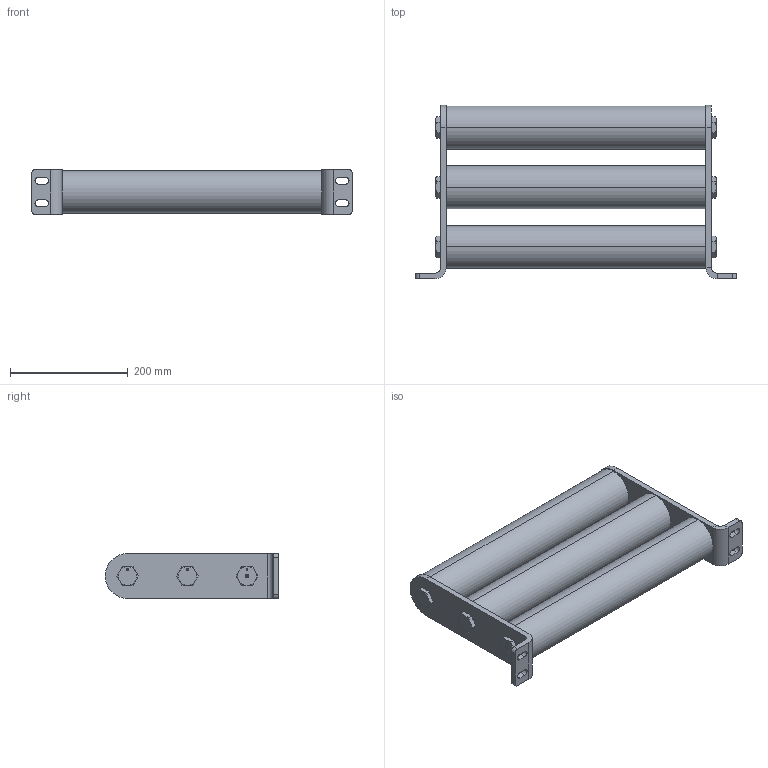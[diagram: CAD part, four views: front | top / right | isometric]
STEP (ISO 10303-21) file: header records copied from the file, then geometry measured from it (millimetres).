
FILE_DESCRIPTION (( 'STEP AP214' ), '1' );
FILE_NAME ('701642.STEP', '2024-05-22T19:22:19', ( '' ), ( '' ), 'SwSTEP 2.0', 'SolidWorks 2021', '' );
FILE_SCHEMA (( 'AUTOMOTIVE_DESIGN' ));
Length unit declared in the file: inch
Products named in the file (15): 35980_35980; 210008_-001; 35898_35898; 340012_-001 SET; 360172; 130009_-008; 701642; 180030; 150E RTV SEALER^340012; 9399_9399; 11378_CRIMPED
Assembly tree (16 placements, depth 3):
  701642
    360172  x3
      130009_-008
    180030
    180030
    340012_-001 SET
      11378_CRIMPED
      210008_-001
      150E RTV SEALER^340012
    35898_35898
    35980_35980
    35980_35980
    9399_9399
    35980_35980
    35980_35980
Bounding box: 546.1 x 295.27 x 76.2 mm (x, y, z)
Volume: 1887232.1 mm3; surface area: 840490.2 mm2
Topology: 16 solids, 16 shells, 418 faces, 1010 edges, 624 vertices
Faces by surface type: cylinder 177, plane 155, cone 78, sphere 6, torus 2
Entity records: 13143 total; most frequent: CARTESIAN_POINT 2695, DIRECTION 2177, ORIENTED_EDGE 1956, EDGE_CURVE 978, AXIS2_PLACEMENT_3D 868, VERTEX_POINT 604, EDGE_LOOP 470, LINE 441
